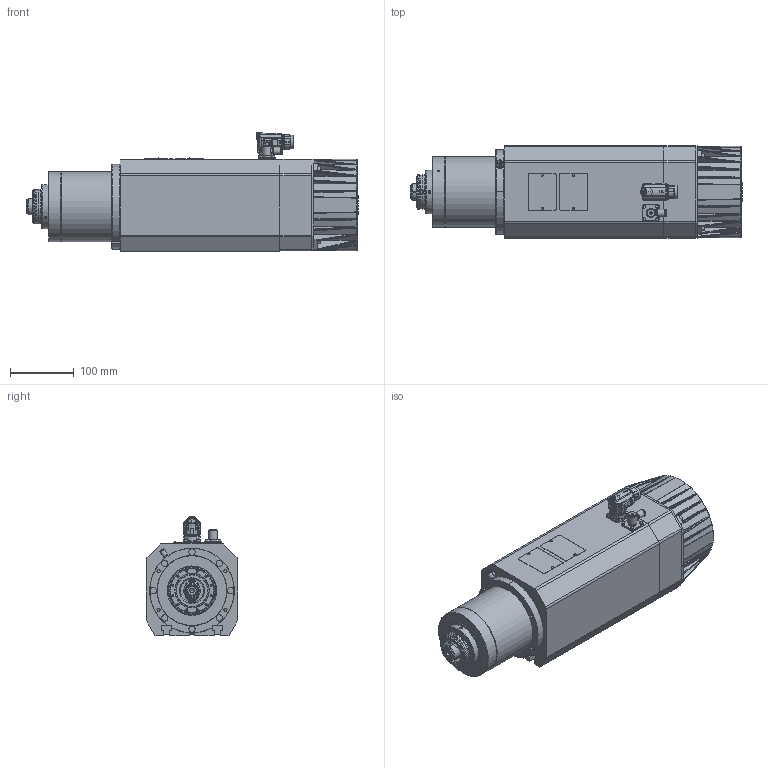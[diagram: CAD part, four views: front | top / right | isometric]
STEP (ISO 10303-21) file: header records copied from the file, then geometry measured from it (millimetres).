
FILE_DESCRIPTION(/* description */ ('Alibre Inc.'),/* implementation_level */ '2;1');
FILE_NAME(/* name */ 'export-1F412FEC-5CDC-466E-BBC4-0BBEB02C27BB',/* time_stamp */ '2024-01-11T17:45:23+01:00',/* author */ (''),/* organization */ (''),/* preprocessor_version */ 'ST-DEVELOPER v17',/* originating_system */ 'Alibre',/* authorisation */ '');
FILE_SCHEMA (('AUTOMOTIVE_DESIGN'));
Length unit declared in the file: millimetre
Products named in the file (1): STEP-COMC0710003
Bounding box: 520.23 x 144 x 186.76 mm (x, y, z)
Volume: 8276106.1 mm3; surface area: 348794.4 mm2
Topology: 1 solids, 1 shells, 2672 faces, 7156 edges, 4574 vertices
Faces by surface type: plane 875, cylinder 676, bspline 508, cone 379, torus 203, sphere 31
Full cylindrical faces by diameter (mm): 1 x4, 1.2 x4, 2 x9, 2.2 x4, 2.5 x4, 3 x3, 3.3 x27, 3.4 x3, 3.7 x3, 4 x2, 4.2 x5, 4.5 x8, 4.917 x4, 5 x1, 5.481 x1, 5.5 x1, 6 x1, 6.667 x1, 7 x1, 7.188 x2, 7.2 x1, 7.6 x1, 8 x1, 8.2 x1, 8.5 x4, 8.8 x2, 9.5 x2, 10 x8, 11 x2, 11.667 x1
Entity records: 99351 total; most frequent: CARTESIAN_POINT 36176, ORIENTED_EDGE 14164, DIRECTION 10157, EDGE_CURVE 7082, VERTEX_POINT 4574, AXIS2_PLACEMENT_3D 4388, EDGE_LOOP 2858, FACE_BOUND 2858
